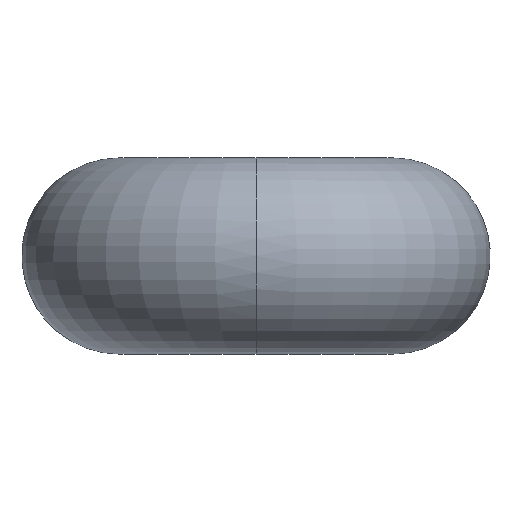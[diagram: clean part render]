
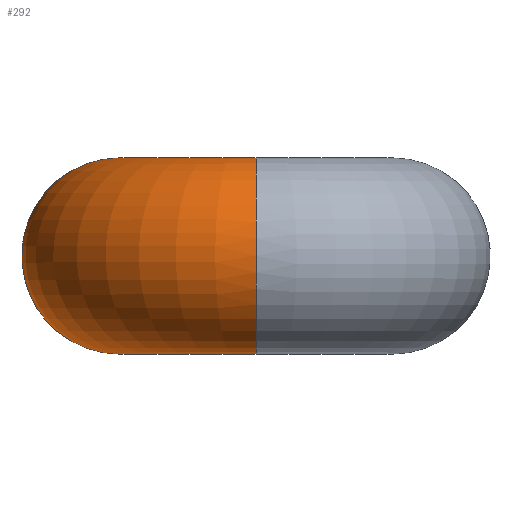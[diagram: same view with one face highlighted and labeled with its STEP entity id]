
A CAD part, top view. The second image highlights one B-rep face of the part: STEP entity #292.
In plain terms, the highlighted toroidal (fillet/blend) face has major radius 2.15 mm and minor radius 1.55 mm.
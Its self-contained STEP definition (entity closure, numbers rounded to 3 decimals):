
#195=CARTESIAN_POINT('',(0.,0.,9.7));
#196=DIRECTION('',(0.0,-1.0,0.0));
#197=DIRECTION('',(0.0,0.0,-1.0));
#198=AXIS2_PLACEMENT_3D('',#195,#196,#197);
#199=TOROIDAL_SURFACE('',#198,2.15,1.55);
#200=CARTESIAN_POINT('',(0.,-1.55,7.55));
#201=VERTEX_POINT('',#200);
#202=CARTESIAN_POINT('',(0.,1.55,7.55));
#203=VERTEX_POINT('',#202);
#204=CARTESIAN_POINT('',(0.,0.,7.55));
#205=DIRECTION('',(1.0,0.0,0.0));
#206=DIRECTION('',(0.0,0.0,-1.0));
#207=AXIS2_PLACEMENT_3D('',#204,#205,#206);
#208=CIRCLE('',#207,1.55);
#209=EDGE_CURVE('',#201,#203,#208,.T.);
#210=ORIENTED_EDGE('',*,*,#209,.F.);
#211=CARTESIAN_POINT('',(0.,-1.55,11.85));
#212=VERTEX_POINT('',#211);
#213=CARTESIAN_POINT('',(0.,-1.55,9.7));
#214=DIRECTION('',(0.0,1.0,0.0));
#215=DIRECTION('',(-1.0,0.0,0.0));
#216=AXIS2_PLACEMENT_3D('',#213,#214,#215);
#217=CIRCLE('',#216,2.15);
#218=EDGE_CURVE('',#201,#212,#217,.T.);
#219=ORIENTED_EDGE('',*,*,#218,.T.);
#220=CARTESIAN_POINT('',(0.,1.55,11.85));
#221=VERTEX_POINT('',#220);
#222=CARTESIAN_POINT('',(0.,0.,11.85));
#223=DIRECTION('',(-1.0,0.0,0.0));
#224=DIRECTION('',(0.0,0.0,1.0));
#225=AXIS2_PLACEMENT_3D('',#222,#223,#224);
#226=CIRCLE('',#225,1.55);
#227=EDGE_CURVE('',#212,#221,#226,.T.);
#228=ORIENTED_EDGE('',*,*,#227,.T.);
#229=CARTESIAN_POINT('',(0.,1.55,9.7));
#230=DIRECTION('',(0.0,-1.0,0.0));
#231=DIRECTION('',(-1.0,0.0,0.0));
#232=AXIS2_PLACEMENT_3D('',#229,#230,#231);
#233=CIRCLE('',#232,2.15);
#234=EDGE_CURVE('',#221,#203,#233,.T.);
#235=ORIENTED_EDGE('',*,*,#234,.T.);
#236=EDGE_LOOP('',(#210,#219,#228,#235));
#237=FACE_OUTER_BOUND('',#236,.T.);
#238=CARTESIAN_POINT('',(-1.767,0.861,6.75));
#239=VERTEX_POINT('',#238);
#240=CARTESIAN_POINT('',(-1.767,0.861,6.75));
#241=CARTESIAN_POINT('',(-1.712,0.846,6.705));
#242=CARTESIAN_POINT('',(-1.658,0.827,6.661));
#243=CARTESIAN_POINT('',(-1.494,0.761,6.53));
#244=CARTESIAN_POINT('',(-1.389,0.703,6.449));
#245=CARTESIAN_POINT('',(-1.2,0.556,6.305));
#246=CARTESIAN_POINT('',(-1.119,0.469,6.245));
#247=CARTESIAN_POINT('',(-1.002,0.271,6.159));
#248=CARTESIAN_POINT('',(-0.966,0.165,6.133));
#249=CARTESIAN_POINT('',(-0.949,-0.046,6.121));
#250=CARTESIAN_POINT('',(-0.964,-0.148,6.132));
#251=CARTESIAN_POINT('',(-1.038,-0.348,6.186));
#252=CARTESIAN_POINT('',(-1.1,-0.442,6.231));
#253=CARTESIAN_POINT('',(-1.245,-0.595,6.339));
#254=CARTESIAN_POINT('',(-1.323,-0.656,6.398));
#255=CARTESIAN_POINT('',(-1.509,-0.769,6.542));
#256=CARTESIAN_POINT('',(-1.62,-0.817,6.63));
#257=CARTESIAN_POINT('',(-1.825,-0.878,6.796));
#258=CARTESIAN_POINT('',(-1.917,-0.898,6.873));
#259=CARTESIAN_POINT('',(-2.175,-0.929,7.09));
#260=CARTESIAN_POINT('',(-2.343,-0.925,7.235));
#261=CARTESIAN_POINT('',(-2.504,-0.894,7.376));
#262=CARTESIAN_POINT('',(-2.642,-0.867,7.496));
#263=CARTESIAN_POINT('',(-2.775,-0.819,7.614));
#264=CARTESIAN_POINT('',(-2.986,-0.692,7.798));
#265=CARTESIAN_POINT('',(-3.07,-0.623,7.871));
#266=CARTESIAN_POINT('',(-3.209,-0.457,7.993));
#267=CARTESIAN_POINT('',(-3.266,-0.357,8.043));
#268=CARTESIAN_POINT('',(-3.315,-0.203,8.086));
#269=CARTESIAN_POINT('',(-3.326,-0.153,8.096));
#270=CARTESIAN_POINT('',(-3.339,-0.053,8.107));
#271=CARTESIAN_POINT('',(-3.341,-0.001,8.108));
#272=CARTESIAN_POINT('',(-3.333,0.134,8.101));
#273=CARTESIAN_POINT('',(-3.314,0.218,8.085));
#274=CARTESIAN_POINT('',(-3.249,0.385,8.028));
#275=CARTESIAN_POINT('',(-3.2,0.467,7.985));
#276=CARTESIAN_POINT('',(-3.081,0.61,7.881));
#277=CARTESIAN_POINT('',(-3.011,0.671,7.82));
#278=CARTESIAN_POINT('',(-2.847,0.78,7.677));
#279=CARTESIAN_POINT('',(-2.752,0.824,7.593));
#280=CARTESIAN_POINT('',(-2.557,0.886,7.422));
#281=CARTESIAN_POINT('',(-2.457,0.906,7.335));
#282=CARTESIAN_POINT('',(-2.234,0.926,7.141));
#283=CARTESIAN_POINT('',(-2.11,0.923,7.035));
#284=CARTESIAN_POINT('',(-1.913,0.896,6.87));
#285=CARTESIAN_POINT('',(-1.839,0.881,6.809));
#286=CARTESIAN_POINT('',(-1.767,0.861,6.75));
#287=B_SPLINE_CURVE_WITH_KNOTS('',3,(#240,#241,#242,#243,#244,#245,#246,#247,#248,#249,#250,#251,#252,#253,#254,#255,#256,#257,#258,#259,#260,#261,#262,#263,#264,#265,#266,#267,#268,#269,#270,#271,#272,#273,#274,#275,#276,#277,#278,#279,#280,#281,#282,#283,#284,#285,#286),.UNSPECIFIED.,.T.,.U.,(4,2,2,2,2,2,2,2,2,2,3,2,2,2,2,2,2,2,2,2,2,2,4),(5.626,5.902,6.482,7.06,7.599,8.095,8.641,9.119,9.7,10.152,10.963,11.662,12.197,12.755,13.002,13.251,13.67,14.14,14.604,15.127,15.626,16.227,16.589),.UNSPECIFIED.);
#288=EDGE_CURVE('',#239,#239,#287,.T.);
#289=ORIENTED_EDGE('',*,*,#288,.F.);
#290=EDGE_LOOP('',(#289));
#291=FACE_BOUND('',#290,.T.);
#292=ADVANCED_FACE('',(#237,#291),#199,.T.);
